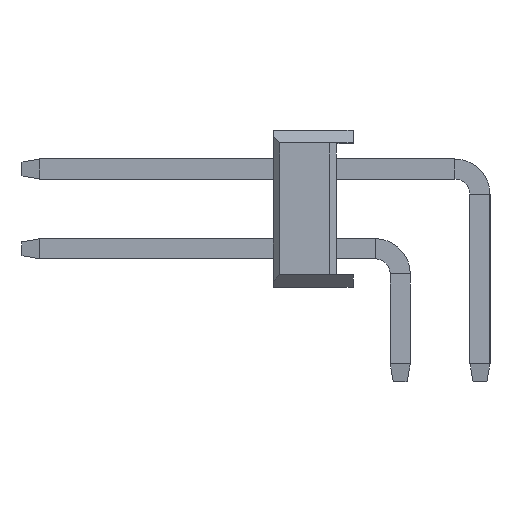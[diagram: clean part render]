
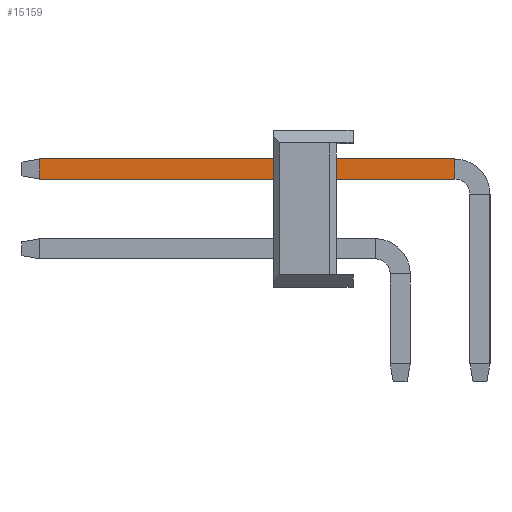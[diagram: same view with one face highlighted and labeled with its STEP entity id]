
A CAD part, left-side view. The second image highlights one B-rep face of the part: STEP entity #15159.
In plain terms, the highlighted planar face has unit normal (-1, 0, 0).
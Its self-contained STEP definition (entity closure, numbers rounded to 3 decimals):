
#298 = PLANE ( 'NONE',  #18741 ) ;
#681 = VECTOR ( 'NONE', #10494, 1000. ) ;
#1147 = EDGE_LOOP ( 'NONE', ( #17648, #16697, #19472, #4167 ) ) ;
#1499 = EDGE_CURVE ( 'NONE', #6262, #18899, #4407, .T. ) ;
#1529 = VECTOR ( 'NONE', #13175, 1000. ) ;
#3468 = DIRECTION ( 'NONE',  ( 0., 0., -1. ) ) ;
#3648 = VERTEX_POINT ( 'NONE', #11162 ) ;
#3747 = CARTESIAN_POINT ( 'NONE',  ( -23.18, 10.54, 0.95 ) ) ;
#4167 = ORIENTED_EDGE ( 'NONE', *, *, #4337, .F. ) ;
#4337 = EDGE_CURVE ( 'NONE', #18899, #3648, #20086, .T. ) ;
#4407 = LINE ( 'NONE', #8989, #681 ) ;
#5723 = DIRECTION ( 'NONE',  ( 0., 0., -1. ) ) ;
#6262 = VERTEX_POINT ( 'NONE', #20337 ) ;
#6683 = CARTESIAN_POINT ( 'NONE',  ( -23.18, -3.24, 1.59 ) ) ;
#7020 = VECTOR ( 'NONE', #5723, 1000. ) ;
#8385 = VECTOR ( 'NONE', #12460, 1000. ) ;
#8989 = CARTESIAN_POINT ( 'NONE',  ( -23.18, 10.54, 1.59 ) ) ;
#10494 = DIRECTION ( 'NONE',  ( 0., -1., 0. ) ) ;
#10829 = EDGE_CURVE ( 'NONE', #6262, #11001, #13098, .T. ) ;
#10867 = CARTESIAN_POINT ( 'NONE',  ( -23.18, 9.973, 1.59 ) ) ;
#11001 = VERTEX_POINT ( 'NONE', #19175 ) ;
#11162 = CARTESIAN_POINT ( 'NONE',  ( -23.18, -3.24, 0.95 ) ) ;
#11294 = CARTESIAN_POINT ( 'NONE',  ( -23.18, 10.54, 1.59 ) ) ;
#12460 = DIRECTION ( 'NONE',  ( 0., 0., -1. ) ) ;
#12911 = DIRECTION ( 'NONE',  ( 1., 0., 0. ) ) ;
#13098 = LINE ( 'NONE', #10867, #8385 ) ;
#13175 = DIRECTION ( 'NONE',  ( 0., -1., 0. ) ) ;
#13686 = EDGE_CURVE ( 'NONE', #11001, #3648, #17770, .T. ) ;
#15159 = ADVANCED_FACE ( 'NONE', ( #18282 ), #298, .F. ) ;
#16697 = ORIENTED_EDGE ( 'NONE', *, *, #10829, .T. ) ;
#16769 = CARTESIAN_POINT ( 'NONE',  ( -23.18, -3.24, 1.59 ) ) ;
#17648 = ORIENTED_EDGE ( 'NONE', *, *, #1499, .F. ) ;
#17770 = LINE ( 'NONE', #3747, #1529 ) ;
#18282 = FACE_OUTER_BOUND ( 'NONE', #1147, .T. ) ;
#18741 = AXIS2_PLACEMENT_3D ( 'NONE', #11294, #12911, #3468 ) ;
#18899 = VERTEX_POINT ( 'NONE', #6683 ) ;
#19175 = CARTESIAN_POINT ( 'NONE',  ( -23.18, 9.973, 0.95 ) ) ;
#19472 = ORIENTED_EDGE ( 'NONE', *, *, #13686, .T. ) ;
#20086 = LINE ( 'NONE', #16769, #7020 ) ;
#20337 = CARTESIAN_POINT ( 'NONE',  ( -23.18, 9.973, 1.59 ) ) ;
